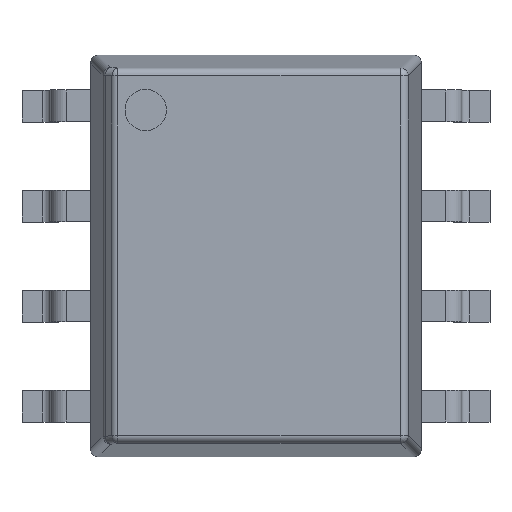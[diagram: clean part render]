
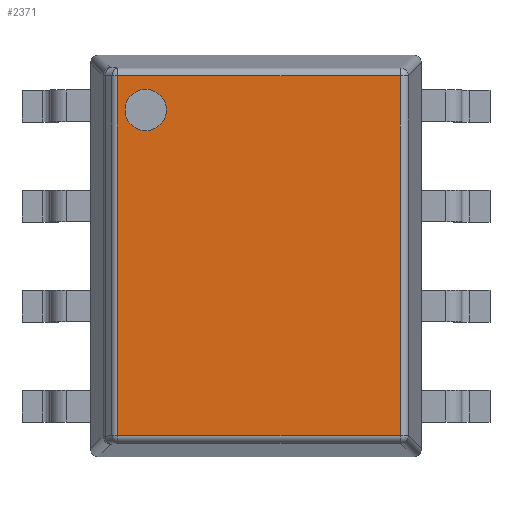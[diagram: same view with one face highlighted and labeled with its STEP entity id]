
A CAD part, top view. The second image highlights one B-rep face of the part: STEP entity #2371.
In plain terms, the highlighted planar face has unit normal (0, 0, 1).
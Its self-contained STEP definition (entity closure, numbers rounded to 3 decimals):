
#2194 = VERTEX_POINT('',#2195);
#2195 = CARTESIAN_POINT('',(0.341,4.833,3.63));
#2202 = EDGE_CURVE('',#2194,#2203,#2205,.T.);
#2203 = VERTEX_POINT('',#2204);
#2204 = CARTESIAN_POINT('',(3.933,4.833,3.63));
#2205 = LINE('',#2206,#2207);
#2206 = CARTESIAN_POINT('',(0.3,4.833,3.63));
#2207 = VECTOR('',#2208,1.);
#2208 = DIRECTION('',(1.,0.,0.));
#2269 = VERTEX_POINT('',#2270);
#2270 = CARTESIAN_POINT('',(3.933,0.267,3.63));
#2277 = EDGE_CURVE('',#2278,#2269,#2280,.T.);
#2278 = VERTEX_POINT('',#2279);
#2279 = CARTESIAN_POINT('',(0.341,0.267,3.63));
#2280 = LINE('',#2281,#2282);
#2281 = CARTESIAN_POINT('',(0.3,0.267,3.63));
#2282 = VECTOR('',#2283,1.);
#2283 = DIRECTION('',(1.,-0.,0.));
#2308 = EDGE_CURVE('',#2278,#2194,#2309,.T.);
#2309 = LINE('',#2310,#2311);
#2310 = CARTESIAN_POINT('',(0.341,0.177,3.63));
#2311 = VECTOR('',#2312,1.);
#2312 = DIRECTION('',(0.,1.,0.));
#2371 = ADVANCED_FACE('',(#2372,#2383),#2394,.T.);
#2372 = FACE_BOUND('',#2373,.T.);
#2373 = EDGE_LOOP('',(#2374,#2375,#2376,#2377));
#2374 = ORIENTED_EDGE('',*,*,#2202,.F.);
#2375 = ORIENTED_EDGE('',*,*,#2308,.F.);
#2376 = ORIENTED_EDGE('',*,*,#2277,.T.);
#2377 = ORIENTED_EDGE('',*,*,#2378,.T.);
#2378 = EDGE_CURVE('',#2269,#2203,#2379,.T.);
#2379 = LINE('',#2380,#2381);
#2380 = CARTESIAN_POINT('',(3.933,0.177,3.63));
#2381 = VECTOR('',#2382,1.);
#2382 = DIRECTION('',(0.,1.,-0.));
#2383 = FACE_BOUND('',#2384,.T.);
#2384 = EDGE_LOOP('',(#2385));
#2385 = ORIENTED_EDGE('',*,*,#2386,.F.);
#2386 = EDGE_CURVE('',#2387,#2387,#2389,.T.);
#2387 = VERTEX_POINT('',#2388);
#2388 = CARTESIAN_POINT('',(0.963,4.4,3.63));
#2389 = CIRCLE('',#2390,0.263);
#2390 = AXIS2_PLACEMENT_3D('',#2391,#2392,#2393);
#2391 = CARTESIAN_POINT('',(0.7,4.4,3.63));
#2392 = DIRECTION('',(0.,0.,1.));
#2393 = DIRECTION('',(1.,0.,-0.));
#2394 = PLANE('',#2395);
#2395 = AXIS2_PLACEMENT_3D('',#2396,#2397,#2398);
#2396 = CARTESIAN_POINT('',(0.,0.,3.63));
#2397 = DIRECTION('',(0.,0.,1.));
#2398 = DIRECTION('',(1.,0.,-0.));
